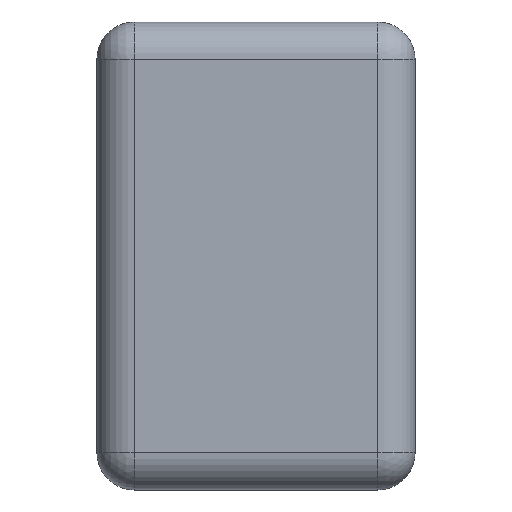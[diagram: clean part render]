
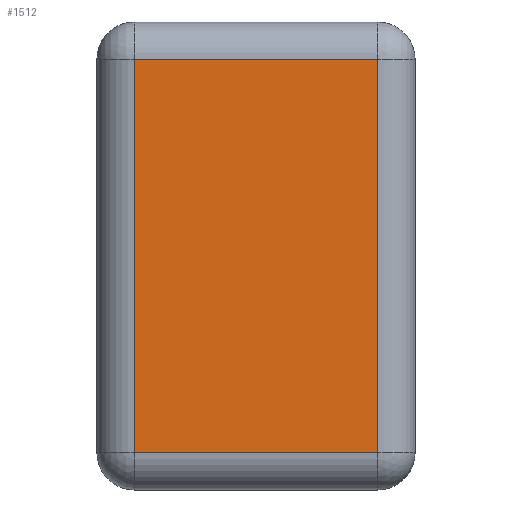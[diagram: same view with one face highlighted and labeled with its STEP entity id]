
A CAD part, left-side view. The second image highlights one B-rep face of the part: STEP entity #1512.
In plain terms, the highlighted planar face has unit normal (-1, 0, 0).
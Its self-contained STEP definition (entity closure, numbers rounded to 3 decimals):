
#597 = LINE ( 'NONE', #598, #7938 ) ;
#598 = CARTESIAN_POINT ( 'NONE',  ( -1., -0.325, 0.625 ) ) ;
#599 = DIRECTION ( 'NONE',  ( 0., 0., 1. ) ) ;
#1512 = ADVANCED_FACE ( 'NONE', ( #7725 ), #1876, .F. ) ;
#1679 = EDGE_CURVE ( 'NONE', #8434, #8373, #597, .T. ) ;
#1750 = ORIENTED_EDGE ( 'NONE', *, *, #7428, .T. ) ;
#1758 = EDGE_LOOP ( 'NONE', ( #8743, #1750, #7785, #8789 ) ) ;
#1876 = PLANE ( 'NONE',  #7600 ) ;
#1877 = CARTESIAN_POINT ( 'NONE',  ( -1., 0.425, 0.625 ) ) ;
#1878 = DIRECTION ( 'NONE',  ( 1., 0., 0. ) ) ;
#1879 = DIRECTION ( 'NONE',  ( 0., 0., -1. ) ) ;
#2776 = VECTOR ( 'NONE', #6655, 1000. ) ;
#2906 = VECTOR ( 'NONE', #9774, 1000. ) ;
#3547 = VECTOR ( 'NONE', #9104, 1000. ) ;
#5441 = CARTESIAN_POINT ( 'NONE',  ( -1., -0.325, 0.525 ) ) ;
#5457 = CARTESIAN_POINT ( 'NONE',  ( -1., 0.325, 0.525 ) ) ;
#6653 = LINE ( 'NONE', #6654, #2776 ) ;
#6654 = CARTESIAN_POINT ( 'NONE',  ( -1., 0.325, 0.625 ) ) ;
#6655 = DIRECTION ( 'NONE',  ( 0., 0., -1. ) ) ;
#7300 = EDGE_CURVE ( 'NONE', #8373, #8391, #9772, .T. ) ;
#7387 = EDGE_CURVE ( 'NONE', #8391, #8437, #6653, .T. ) ;
#7428 = EDGE_CURVE ( 'NONE', #8437, #8434, #9102, .T. ) ;
#7600 = AXIS2_PLACEMENT_3D ( 'NONE', #1877, #1878, #1879 ) ;
#7725 = FACE_OUTER_BOUND ( 'NONE', #1758, .T. ) ;
#7785 = ORIENTED_EDGE ( 'NONE', *, *, #1679, .T. ) ;
#7938 = VECTOR ( 'NONE', #599, 1000. ) ;
#8373 = VERTEX_POINT ( 'NONE', #5441 ) ;
#8391 = VERTEX_POINT ( 'NONE', #5457 ) ;
#8434 = VERTEX_POINT ( 'NONE', #9549 ) ;
#8437 = VERTEX_POINT ( 'NONE', #9552 ) ;
#8743 = ORIENTED_EDGE ( 'NONE', *, *, #7387, .T. ) ;
#8789 = ORIENTED_EDGE ( 'NONE', *, *, #7300, .T. ) ;
#9102 = LINE ( 'NONE', #9103, #3547 ) ;
#9103 = CARTESIAN_POINT ( 'NONE',  ( -1., 0.425, -0.525 ) ) ;
#9104 = DIRECTION ( 'NONE',  ( 0., -1., 0. ) ) ;
#9549 = CARTESIAN_POINT ( 'NONE',  ( -1., -0.325, -0.525 ) ) ;
#9552 = CARTESIAN_POINT ( 'NONE',  ( -1., 0.325, -0.525 ) ) ;
#9772 = LINE ( 'NONE', #9773, #2906 ) ;
#9773 = CARTESIAN_POINT ( 'NONE',  ( -1., 0.425, 0.525 ) ) ;
#9774 = DIRECTION ( 'NONE',  ( 0., 1., 0. ) ) ;
